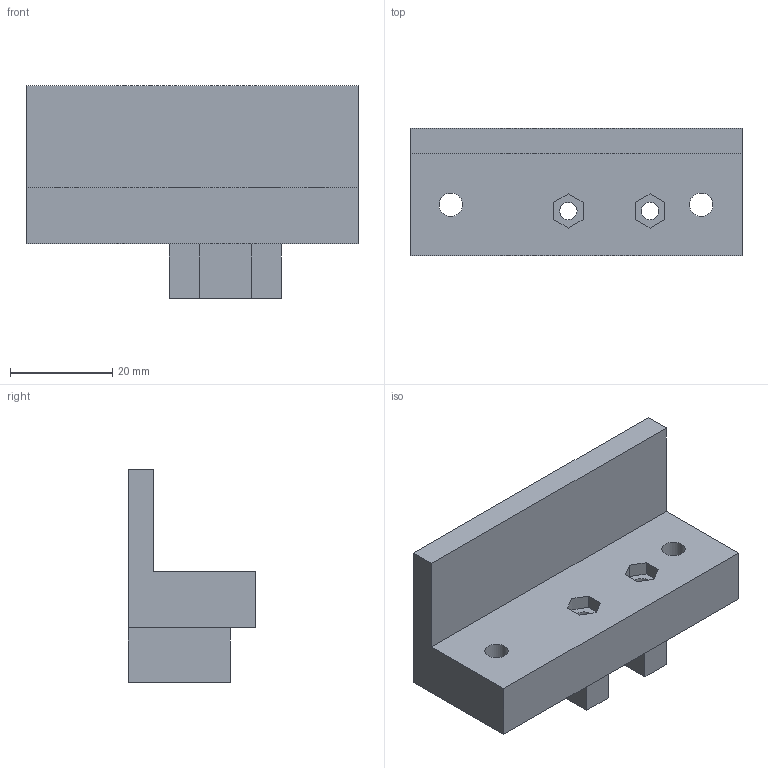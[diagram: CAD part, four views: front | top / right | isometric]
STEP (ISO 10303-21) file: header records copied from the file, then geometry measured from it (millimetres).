
FILE_DESCRIPTION(/* description */ (''),/* implementation_level */ '2;1');
FILE_NAME(/* name */ 'Sensorhalterung.stp',/* time_stamp */ '2024-03-06T15:42:15+01:00',/* author */ ('andre'),/* organization */ (''),/* preprocessor_version */ 'ST-DEVELOPER v20',/* originating_system */ 'Autodesk Inventor 2024',/* authorisation */ '');
FILE_SCHEMA (('AUTOMOTIVE_DESIGN { 1 0 10303 214 3 1 1 }'));
Length unit declared in the file: millimetre
Products named in the file (1): Sensorhalterung
Bounding box: 65 x 25 x 41.7 mm (x, y, z)
Volume: 26446.3 mm3; surface area: 9971.6 mm2
Topology: 1 solids, 1 shells, 38 faces, 98 edges, 64 vertices
Faces by surface type: plane 30, cylinder 6, cone 2
Full cylindrical faces by diameter (mm): 3.4 x2, 4.6 x2, 9 x2
Entity records: 1201 total; most frequent: CARTESIAN_POINT 201, ORIENTED_EDGE 196, DIRECTION 188, EDGE_CURVE 98, LINE 86, VECTOR 86, VERTEX_POINT 64, AXIS2_PLACEMENT_3D 51
